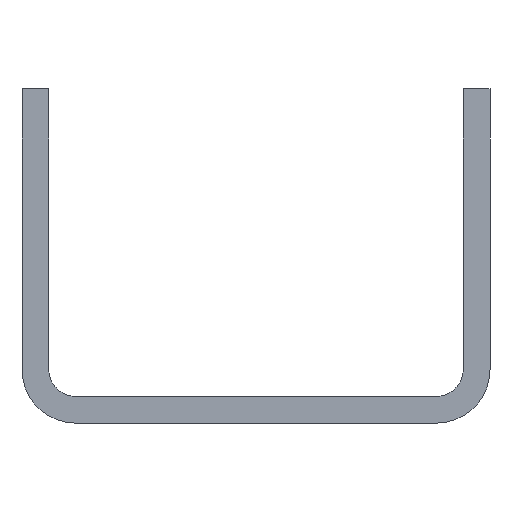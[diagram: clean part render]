
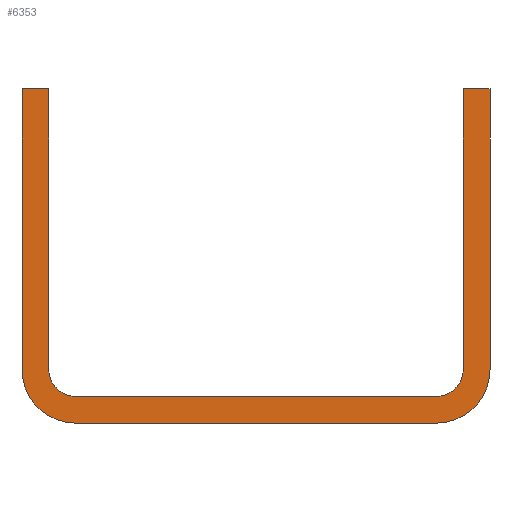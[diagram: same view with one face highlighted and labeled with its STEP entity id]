
A CAD part, front view. The second image highlights one B-rep face of the part: STEP entity #6353.
In plain terms, the highlighted planar face has unit normal (0, -1, 0).
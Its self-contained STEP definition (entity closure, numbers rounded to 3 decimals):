
#2=DIRECTION('',(0.,0.,-1.));
#3=VECTOR('',#2,42.);
#4=CARTESIAN_POINT('',(35.,0.,25.));
#5=LINE('',#4,#3);
#6=CARTESIAN_POINT('',(27.,0.,-17.));
#7=DIRECTION('',(0.,1.,0.));
#8=DIRECTION('',(1.,0.,0.));
#9=AXIS2_PLACEMENT_3D('',#6,#7,#8);
#11=DIRECTION('',(-1.,0.,0.));
#12=VECTOR('',#11,54.);
#13=CARTESIAN_POINT('',(27.,0.,-25.));
#14=LINE('',#13,#12);
#15=CARTESIAN_POINT('',(-27.,0.,-17.));
#16=DIRECTION('',(0.,1.,0.));
#17=DIRECTION('',(0.,0.,-1.));
#18=AXIS2_PLACEMENT_3D('',#15,#16,#17);
#20=DIRECTION('',(0.,0.,1.));
#21=VECTOR('',#20,42.);
#22=CARTESIAN_POINT('',(-35.,0.,-17.));
#23=LINE('',#22,#21);
#24=DIRECTION('',(1.,0.,0.));
#25=VECTOR('',#24,4.);
#26=CARTESIAN_POINT('',(-35.,0.,25.));
#27=LINE('',#26,#25);
#28=DIRECTION('',(0.,0.,-1.));
#29=VECTOR('',#28,42.);
#30=CARTESIAN_POINT('',(-31.,0.,25.));
#31=LINE('',#30,#29);
#32=CARTESIAN_POINT('',(-27.,0.,-17.));
#33=DIRECTION('',(0.,-1.,0.));
#34=DIRECTION('',(-1.,0.,0.));
#35=AXIS2_PLACEMENT_3D('',#32,#33,#34);
#37=DIRECTION('',(1.,0.,0.));
#38=VECTOR('',#37,54.);
#39=CARTESIAN_POINT('',(-27.,0.,-21.));
#40=LINE('',#39,#38);
#41=CARTESIAN_POINT('',(27.,0.,-17.));
#42=DIRECTION('',(0.,-1.,0.));
#43=DIRECTION('',(0.,0.,-1.));
#44=AXIS2_PLACEMENT_3D('',#41,#42,#43);
#46=DIRECTION('',(0.,0.,1.));
#47=VECTOR('',#46,42.);
#48=CARTESIAN_POINT('',(31.,0.,-17.));
#49=LINE('',#48,#47);
#50=DIRECTION('',(1.,0.,0.));
#51=VECTOR('',#50,4.);
#52=CARTESIAN_POINT('',(31.,0.,25.));
#53=LINE('',#52,#51);
#4834=CARTESIAN_POINT('',(35.,0.,25.));
#4835=CARTESIAN_POINT('',(35.,0.,-17.));
#4836=VERTEX_POINT('',#4834);
#4837=VERTEX_POINT('',#4835);
#4838=CARTESIAN_POINT('',(27.,0.,-25.));
#4839=VERTEX_POINT('',#4838);
#4840=CARTESIAN_POINT('',(-27.,0.,-25.));
#4841=VERTEX_POINT('',#4840);
#4842=CARTESIAN_POINT('',(-35.,0.,-17.));
#4843=VERTEX_POINT('',#4842);
#4844=CARTESIAN_POINT('',(-35.,0.,25.));
#4845=VERTEX_POINT('',#4844);
#4846=CARTESIAN_POINT('',(-31.,0.,25.));
#4847=VERTEX_POINT('',#4846);
#4848=CARTESIAN_POINT('',(-31.,0.,-17.));
#4849=VERTEX_POINT('',#4848);
#4850=CARTESIAN_POINT('',(-27.,0.,-21.));
#4851=VERTEX_POINT('',#4850);
#4852=CARTESIAN_POINT('',(27.,0.,-21.));
#4853=VERTEX_POINT('',#4852);
#4854=CARTESIAN_POINT('',(31.,0.,-17.));
#4855=VERTEX_POINT('',#4854);
#4856=CARTESIAN_POINT('',(31.,0.,25.));
#4857=VERTEX_POINT('',#4856);
#6322=CARTESIAN_POINT('',(0.,0.,0.));
#6323=DIRECTION('',(0.,1.,0.));
#6324=DIRECTION('',(1.,0.,0.));
#6325=AXIS2_PLACEMENT_3D('',#6322,#6323,#6324);
#6326=PLANE('',#6325);
#6328=ORIENTED_EDGE('',*,*,#6327,.T.);
#6330=ORIENTED_EDGE('',*,*,#6329,.T.);
#6332=ORIENTED_EDGE('',*,*,#6331,.T.);
#6334=ORIENTED_EDGE('',*,*,#6333,.T.);
#6336=ORIENTED_EDGE('',*,*,#6335,.T.);
#6338=ORIENTED_EDGE('',*,*,#6337,.T.);
#6340=ORIENTED_EDGE('',*,*,#6339,.T.);
#6342=ORIENTED_EDGE('',*,*,#6341,.T.);
#6344=ORIENTED_EDGE('',*,*,#6343,.T.);
#6346=ORIENTED_EDGE('',*,*,#6345,.T.);
#6348=ORIENTED_EDGE('',*,*,#6347,.T.);
#6350=ORIENTED_EDGE('',*,*,#6349,.T.);
#6351=EDGE_LOOP('',(#6328,#6330,#6332,#6334,#6336,#6338,#6340,#6342,#6344,#6346,
#6348,#6350));
#6352=FACE_OUTER_BOUND('',#6351,.F.);
#6353=ADVANCED_FACE('',(#6352),#6326,.F.);
#10=CIRCLE('',#9,8.);
#19=CIRCLE('',#18,8.);
#36=CIRCLE('',#35,4.);
#45=CIRCLE('',#44,4.);
#6327=EDGE_CURVE('',#4836,#4837,#5,.T.);
#6329=EDGE_CURVE('',#4837,#4839,#10,.T.);
#6331=EDGE_CURVE('',#4839,#4841,#14,.T.);
#6333=EDGE_CURVE('',#4841,#4843,#19,.T.);
#6335=EDGE_CURVE('',#4843,#4845,#23,.T.);
#6337=EDGE_CURVE('',#4845,#4847,#27,.T.);
#6339=EDGE_CURVE('',#4847,#4849,#31,.T.);
#6341=EDGE_CURVE('',#4849,#4851,#36,.T.);
#6343=EDGE_CURVE('',#4851,#4853,#40,.T.);
#6345=EDGE_CURVE('',#4853,#4855,#45,.T.);
#6347=EDGE_CURVE('',#4855,#4857,#49,.T.);
#6349=EDGE_CURVE('',#4857,#4836,#53,.T.);
